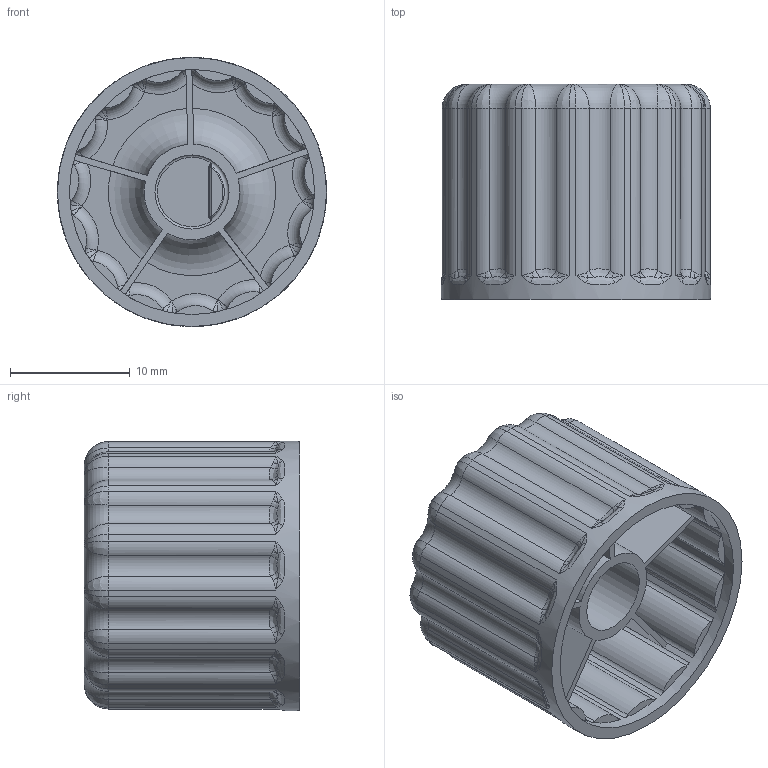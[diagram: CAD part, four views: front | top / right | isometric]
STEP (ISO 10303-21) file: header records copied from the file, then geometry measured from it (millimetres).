
FILE_DESCRIPTION(/* description */ ('','CAx-IF Rec.Pracs.---Representation and Presentation of Product Manufacturing Information (PMI)---4.0---2014-10-13'),/* implementation_level */ '2;1');
FILE_NAME(/* name */ 'lcd-knob.step',/* time_stamp */ '2025-02-24T18:31:46+01:00',/* author */ (''),/* organization */ (''),/* preprocessor_version */ 'ST-DEVELOPER v20',/* originating_system */ 'Autodesk Translation Framework v13.20.0.188',/* authorisation */ '');
FILE_SCHEMA (('AP242_MANAGED_MODEL_BASED_3D_ENGINEERING_MIM_LF { 1 0 10303 442 1 1 4 }'));
Length unit declared in the file: millimetre
Products named in the file (1): Knob
Bounding box: 22.5 x 18 x 22.5 mm (x, y, z)
Volume: 2094.2 mm3; surface area: 4519.8 mm2
Topology: 1 solids, 1 shells, 397 faces, 1019 edges, 514 vertices
Faces by surface type: bspline 184, cylinder 103, torus 72, plane 36, sphere 2
Full cylindrical faces by diameter (mm): 6.2 x1, 20.5 x1, 22.5 x1
Entity records: 17648 total; most frequent: CARTESIAN_POINT 9777, ORIENTED_EDGE 1814, DIRECTION 1343, EDGE_CURVE 907, AXIS2_PLACEMENT_3D 586, VERTEX_POINT 514, EDGE_LOOP 399, FACE_OUTER_BOUND 397
